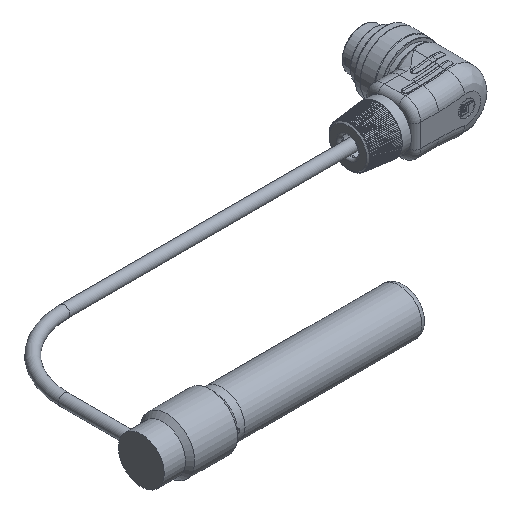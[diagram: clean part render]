
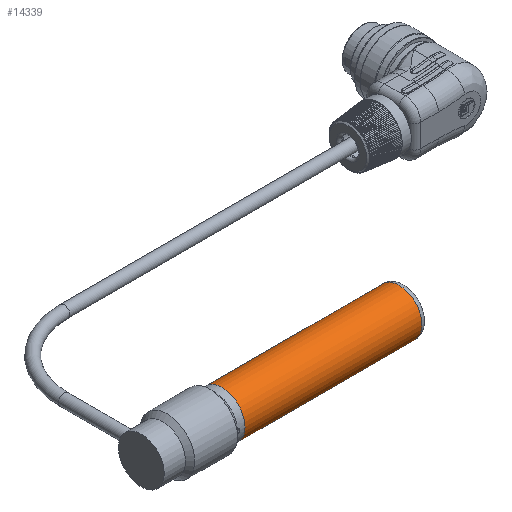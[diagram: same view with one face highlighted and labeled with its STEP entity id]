
A CAD part, isometric view. The second image highlights one B-rep face of the part: STEP entity #14339.
In plain terms, the highlighted cylindrical face has radius 7.5 mm (diameter 15 mm), a full revolution.
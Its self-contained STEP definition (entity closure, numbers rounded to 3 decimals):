
#2704=CYLINDRICAL_SURFACE('',#15245,7.5);
#2796=FACE_BOUND('',#3761,.T.);
#2878=FACE_OUTER_BOUND('',#3760,.T.);
#3760=EDGE_LOOP('',(#9116));
#3761=EDGE_LOOP('',(#9117));
#4721=CIRCLE('',#15243,7.5);
#4723=CIRCLE('',#15246,7.5);
#5611=VERTEX_POINT('',#21190);
#5613=VERTEX_POINT('',#21195);
#6964=EDGE_CURVE('',#5611,#5611,#4721,.T.);
#6966=EDGE_CURVE('',#5613,#5613,#4723,.T.);
#9116=ORIENTED_EDGE('',*,*,#6966,.T.);
#9117=ORIENTED_EDGE('',*,*,#6964,.F.);
#14339=ADVANCED_FACE('',(#2878,#2796),#2704,.T.);
#15243=AXIS2_PLACEMENT_3D('',#21191,#17002,#17003);
#15245=AXIS2_PLACEMENT_3D('',#21194,#17006,#17007);
#15246=AXIS2_PLACEMENT_3D('',#21196,#17008,#17009);
#17002=DIRECTION('center_axis',(1.,0.,0.));
#17003=DIRECTION('ref_axis',(0.,-1.,0.));
#17006=DIRECTION('center_axis',(1.,0.,0.));
#17007=DIRECTION('ref_axis',(0.,1.,0.));
#17008=DIRECTION('center_axis',(1.,0.,0.));
#17009=DIRECTION('ref_axis',(0.,0.,-1.));
#21190=CARTESIAN_POINT('',(78.,7.5,0.));
#21191=CARTESIAN_POINT('Origin',(78.,0.,0.));
#21194=CARTESIAN_POINT('Origin',(50.,0.,0.));
#21195=CARTESIAN_POINT('',(20.,7.5,0.));
#21196=CARTESIAN_POINT('Origin',(20.,0.,0.));
